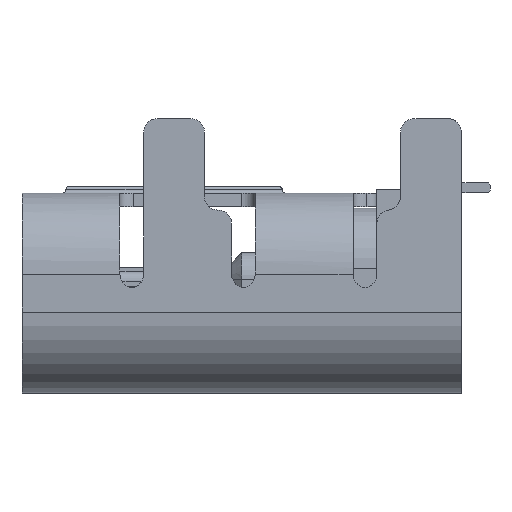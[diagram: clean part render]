
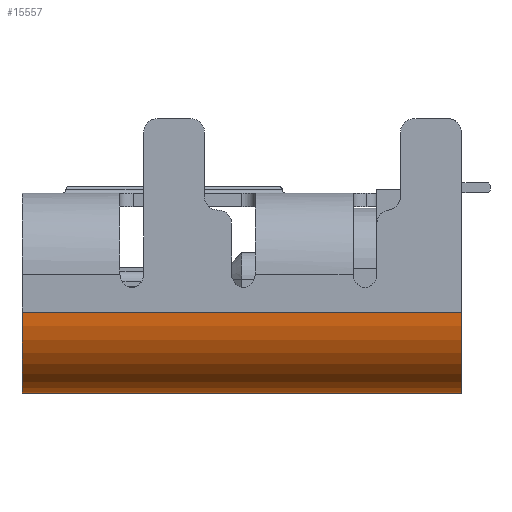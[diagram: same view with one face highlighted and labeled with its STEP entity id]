
A CAD part, front view. The second image highlights one B-rep face of the part: STEP entity #15557.
In plain terms, the highlighted cylindrical face has radius 1.2 mm (diameter 2.4 mm), a partial arc.
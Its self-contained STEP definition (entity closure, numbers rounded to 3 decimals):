
#606 = VECTOR ( 'NONE', #16787, 1000. ) ;
#626 = CARTESIAN_POINT ( 'NONE',  ( -5.048, -4.172, 1.87 ) ) ;
#1211 = VECTOR ( 'NONE', #1334, 1000. ) ;
#1334 = DIRECTION ( 'NONE',  ( -1., 0., 0. ) ) ;
#1349 = ORIENTED_EDGE ( 'NONE', *, *, #14653, .T. ) ;
#1484 = AXIS2_PLACEMENT_3D ( 'NONE', #626, #4852, #2152 ) ;
#1750 = AXIS2_PLACEMENT_3D ( 'NONE', #7082, #12390, #11206 ) ;
#2152 = DIRECTION ( 'NONE',  ( 0., 1., 0. ) ) ;
#2684 = CARTESIAN_POINT ( 'NONE',  ( -5.048, -5.372, 1.87 ) ) ;
#2724 = DIRECTION ( 'NONE',  ( -1., 0., 0. ) ) ;
#2953 = CYLINDRICAL_SURFACE ( 'NONE', #1750, 1.2 ) ;
#4453 = CIRCLE ( 'NONE', #14491, 1.2 ) ;
#4852 = DIRECTION ( 'NONE',  ( -1., 0., 0. ) ) ;
#4968 = CARTESIAN_POINT ( 'NONE',  ( 1.452, -4.172, 0.67 ) ) ;
#5012 = EDGE_CURVE ( 'NONE', #15467, #15454, #16113, .T. ) ;
#5291 = CARTESIAN_POINT ( 'NONE',  ( -5.048, -4.172, 0.67 ) ) ;
#5377 = LINE ( 'NONE', #6897, #606 ) ;
#6053 = EDGE_LOOP ( 'NONE', ( #10078, #13912, #10762, #1349 ) ) ;
#6897 = CARTESIAN_POINT ( 'NONE',  ( -5.398, -5.372, 1.87 ) ) ;
#6901 = LINE ( 'NONE', #15178, #1211 ) ;
#6993 = FACE_OUTER_BOUND ( 'NONE', #6053, .T. ) ;
#7082 = CARTESIAN_POINT ( 'NONE',  ( -5.398, -4.172, 1.87 ) ) ;
#8504 = VERTEX_POINT ( 'NONE', #4968 ) ;
#10078 = ORIENTED_EDGE ( 'NONE', *, *, #15903, .T. ) ;
#10291 = VERTEX_POINT ( 'NONE', #15102 ) ;
#10762 = ORIENTED_EDGE ( 'NONE', *, *, #16906, .F. ) ;
#11206 = DIRECTION ( 'NONE',  ( 0., -1., 0. ) ) ;
#12156 = CARTESIAN_POINT ( 'NONE',  ( 1.452, -4.172, 1.87 ) ) ;
#12390 = DIRECTION ( 'NONE',  ( 1., 0., 0. ) ) ;
#13912 = ORIENTED_EDGE ( 'NONE', *, *, #5012, .F. ) ;
#14491 = AXIS2_PLACEMENT_3D ( 'NONE', #12156, #2724, #16478 ) ;
#14653 = EDGE_CURVE ( 'NONE', #8504, #10291, #4453, .T. ) ;
#15102 = CARTESIAN_POINT ( 'NONE',  ( 1.452, -5.372, 1.87 ) ) ;
#15178 = CARTESIAN_POINT ( 'NONE',  ( 0.352, -4.172, 0.67 ) ) ;
#15454 = VERTEX_POINT ( 'NONE', #2684 ) ;
#15467 = VERTEX_POINT ( 'NONE', #5291 ) ;
#15557 = ADVANCED_FACE ( 'NONE', ( #6993 ), #2953, .T. ) ;
#15903 = EDGE_CURVE ( 'NONE', #10291, #15454, #5377, .T. ) ;
#16113 = CIRCLE ( 'NONE', #1484, 1.2 ) ;
#16478 = DIRECTION ( 'NONE',  ( 0., -1., 0. ) ) ;
#16787 = DIRECTION ( 'NONE',  ( -1., 0., 0. ) ) ;
#16906 = EDGE_CURVE ( 'NONE', #8504, #15467, #6901, .T. ) ;
